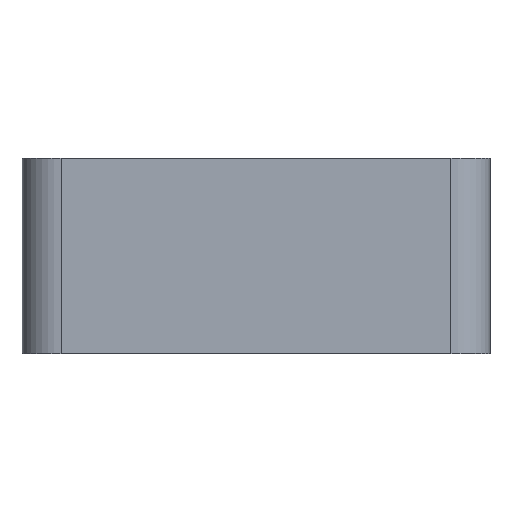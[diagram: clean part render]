
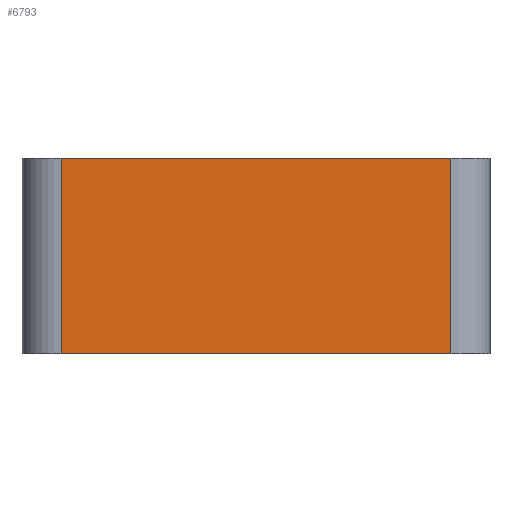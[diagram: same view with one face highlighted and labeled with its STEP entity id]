
A CAD part, left-side view. The second image highlights one B-rep face of the part: STEP entity #6793.
In plain terms, the highlighted planar face has unit normal (-1, 0, 0).
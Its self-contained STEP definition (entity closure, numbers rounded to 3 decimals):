
#22 = LINE ( 'NONE', #159, #5856 ) ;
#159 = CARTESIAN_POINT ( 'NONE',  ( -30., 30., 0. ) ) ;
#261 = CARTESIAN_POINT ( 'NONE',  ( -30., -25., 0. ) ) ;
#264 = VERTEX_POINT ( 'NONE', #7045 ) ;
#832 = FACE_OUTER_BOUND ( 'NONE', #6686, .T. ) ;
#1014 = VECTOR ( 'NONE', #5817, 1000. ) ;
#1105 = VERTEX_POINT ( 'NONE', #5028 ) ;
#1388 = CARTESIAN_POINT ( 'NONE',  ( -30., 25., 0. ) ) ;
#1698 = EDGE_CURVE ( 'NONE', #5819, #3042, #22, .T. ) ;
#2349 = AXIS2_PLACEMENT_3D ( 'NONE', #7846, #6654, #4126 ) ;
#2922 = CARTESIAN_POINT ( 'NONE',  ( -30., -25., 25. ) ) ;
#3042 = VERTEX_POINT ( 'NONE', #261 ) ;
#3045 = ORIENTED_EDGE ( 'NONE', *, *, #8063, .F. ) ;
#3117 = ORIENTED_EDGE ( 'NONE', *, *, #5872, .T. ) ;
#3161 = CARTESIAN_POINT ( 'NONE',  ( -30., 30., 25. ) ) ;
#3389 = ORIENTED_EDGE ( 'NONE', *, *, #4479, .T. ) ;
#3501 = DIRECTION ( 'NONE',  ( 0., 0., -1. ) ) ;
#4126 = DIRECTION ( 'NONE',  ( 0., 1., 0. ) ) ;
#4361 = VECTOR ( 'NONE', #3501, 1000. ) ;
#4479 = EDGE_CURVE ( 'NONE', #3042, #264, #6409, .T. ) ;
#5028 = CARTESIAN_POINT ( 'NONE',  ( -30., 25., 25. ) ) ;
#5371 = CARTESIAN_POINT ( 'NONE',  ( -30., 25., 25. ) ) ;
#5817 = DIRECTION ( 'NONE',  ( 0., -1., 0. ) ) ;
#5819 = VERTEX_POINT ( 'NONE', #1388 ) ;
#5856 = VECTOR ( 'NONE', #6396, 1000. ) ;
#5872 = EDGE_CURVE ( 'NONE', #1105, #5819, #6294, .T. ) ;
#6294 = LINE ( 'NONE', #5371, #4361 ) ;
#6396 = DIRECTION ( 'NONE',  ( 0., -1., 0. ) ) ;
#6409 = LINE ( 'NONE', #2922, #7188 ) ;
#6654 = DIRECTION ( 'NONE',  ( 1., 0., 0. ) ) ;
#6686 = EDGE_LOOP ( 'NONE', ( #7732, #3389, #3045, #3117 ) ) ;
#6793 = ADVANCED_FACE ( 'NONE', ( #832 ), #7422, .F. ) ;
#7045 = CARTESIAN_POINT ( 'NONE',  ( -30., -25., 25. ) ) ;
#7188 = VECTOR ( 'NONE', #7277, 1000. ) ;
#7277 = DIRECTION ( 'NONE',  ( 0., 0., 1. ) ) ;
#7422 = PLANE ( 'NONE',  #2349 ) ;
#7614 = LINE ( 'NONE', #3161, #1014 ) ;
#7732 = ORIENTED_EDGE ( 'NONE', *, *, #1698, .T. ) ;
#7846 = CARTESIAN_POINT ( 'NONE',  ( -30., 30., 25. ) ) ;
#8063 = EDGE_CURVE ( 'NONE', #1105, #264, #7614, .T. ) ;
